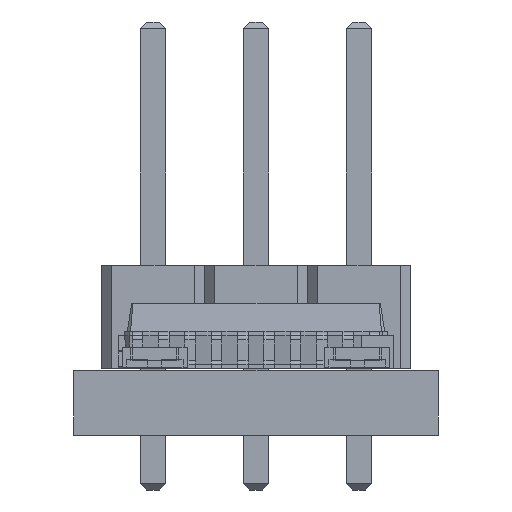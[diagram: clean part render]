
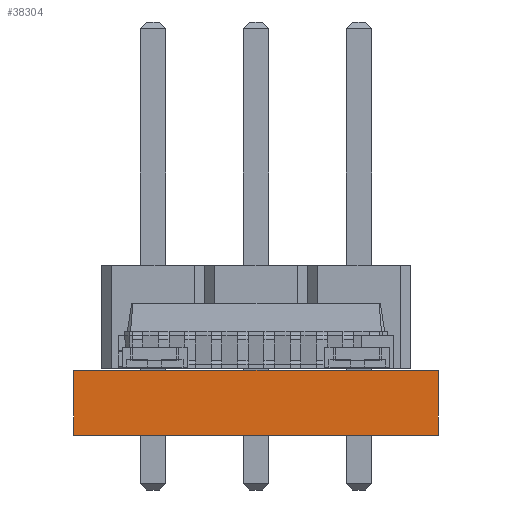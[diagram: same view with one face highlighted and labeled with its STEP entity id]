
A CAD part, left-side view. The second image highlights one B-rep face of the part: STEP entity #38304.
In plain terms, the highlighted planar face has unit normal (-1, 0, 0).
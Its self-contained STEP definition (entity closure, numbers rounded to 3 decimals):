
#38188 = EDGE_CURVE('',#38189,#38191,#38193,.T.);
#38189 = VERTEX_POINT('',#38190);
#38190 = CARTESIAN_POINT('',(-32.,4.5,0.));
#38191 = VERTEX_POINT('',#38192);
#38192 = CARTESIAN_POINT('',(-32.,4.5,1.6));
#38193 = SURFACE_CURVE('',#38194,(#38198,#38210),.PCURVE_S1.);
#38194 = LINE('',#38195,#38196);
#38195 = CARTESIAN_POINT('',(-32.,4.5,0.));
#38196 = VECTOR('',#38197,1.);
#38197 = DIRECTION('',(0.,0.,1.));
#38198 = PCURVE('',#38199,#38204);
#38199 = PLANE('',#38200);
#38200 = AXIS2_PLACEMENT_3D('',#38201,#38202,#38203);
#38201 = CARTESIAN_POINT('',(-32.,4.5,0.));
#38202 = DIRECTION('',(0.,1.,0.));
#38203 = DIRECTION('',(1.,0.,0.));
#38204 = DEFINITIONAL_REPRESENTATION('',(#38205),#38209);
#38205 = LINE('',#38206,#38207);
#38206 = CARTESIAN_POINT('',(0.,0.));
#38207 = VECTOR('',#38208,1.);
#38208 = DIRECTION('',(0.,-1.));
#38209 = ( GEOMETRIC_REPRESENTATION_CONTEXT(2) 
PARAMETRIC_REPRESENTATION_CONTEXT() REPRESENTATION_CONTEXT('2D SPACE',''
  ) );
#38210 = PCURVE('',#38211,#38216);
#38211 = PLANE('',#38212);
#38212 = AXIS2_PLACEMENT_3D('',#38213,#38214,#38215);
#38213 = CARTESIAN_POINT('',(-32.,-4.5,0.));
#38214 = DIRECTION('',(-1.,0.,0.));
#38215 = DIRECTION('',(0.,1.,0.));
#38216 = DEFINITIONAL_REPRESENTATION('',(#38217),#38221);
#38217 = LINE('',#38218,#38219);
#38218 = CARTESIAN_POINT('',(9.,0.));
#38219 = VECTOR('',#38220,1.);
#38220 = DIRECTION('',(0.,-1.));
#38221 = ( GEOMETRIC_REPRESENTATION_CONTEXT(2) 
PARAMETRIC_REPRESENTATION_CONTEXT() REPRESENTATION_CONTEXT('2D SPACE',''
  ) );
#38239 = PLANE('',#38240);
#38240 = AXIS2_PLACEMENT_3D('',#38241,#38242,#38243);
#38241 = CARTESIAN_POINT('',(0.,0.,1.6));
#38242 = DIRECTION('',(-0.,-0.,-1.));
#38243 = DIRECTION('',(-1.,0.,0.));
#38293 = PLANE('',#38294);
#38294 = AXIS2_PLACEMENT_3D('',#38295,#38296,#38297);
#38295 = CARTESIAN_POINT('',(0.,0.,0.));
#38296 = DIRECTION('',(-0.,-0.,-1.));
#38297 = DIRECTION('',(-1.,0.,0.));
#38304 = ADVANCED_FACE('',(#38305),#38211,.T.);
#38305 = FACE_BOUND('',#38306,.T.);
#38306 = EDGE_LOOP('',(#38307,#38337,#38358,#38359));
#38307 = ORIENTED_EDGE('',*,*,#38308,.T.);
#38308 = EDGE_CURVE('',#38309,#38311,#38313,.T.);
#38309 = VERTEX_POINT('',#38310);
#38310 = CARTESIAN_POINT('',(-32.,-4.5,0.));
#38311 = VERTEX_POINT('',#38312);
#38312 = CARTESIAN_POINT('',(-32.,-4.5,1.6));
#38313 = SURFACE_CURVE('',#38314,(#38318,#38325),.PCURVE_S1.);
#38314 = LINE('',#38315,#38316);
#38315 = CARTESIAN_POINT('',(-32.,-4.5,0.));
#38316 = VECTOR('',#38317,1.);
#38317 = DIRECTION('',(0.,0.,1.));
#38318 = PCURVE('',#38211,#38319);
#38319 = DEFINITIONAL_REPRESENTATION('',(#38320),#38324);
#38320 = LINE('',#38321,#38322);
#38321 = CARTESIAN_POINT('',(0.,0.));
#38322 = VECTOR('',#38323,1.);
#38323 = DIRECTION('',(0.,-1.));
#38324 = ( GEOMETRIC_REPRESENTATION_CONTEXT(2) 
PARAMETRIC_REPRESENTATION_CONTEXT() REPRESENTATION_CONTEXT('2D SPACE',''
  ) );
#38325 = PCURVE('',#38326,#38331);
#38326 = PLANE('',#38327);
#38327 = AXIS2_PLACEMENT_3D('',#38328,#38329,#38330);
#38328 = CARTESIAN_POINT('',(32.,-4.5,0.));
#38329 = DIRECTION('',(0.,-1.,0.));
#38330 = DIRECTION('',(-1.,0.,0.));
#38331 = DEFINITIONAL_REPRESENTATION('',(#38332),#38336);
#38332 = LINE('',#38333,#38334);
#38333 = CARTESIAN_POINT('',(64.,0.));
#38334 = VECTOR('',#38335,1.);
#38335 = DIRECTION('',(0.,-1.));
#38336 = ( GEOMETRIC_REPRESENTATION_CONTEXT(2) 
PARAMETRIC_REPRESENTATION_CONTEXT() REPRESENTATION_CONTEXT('2D SPACE',''
  ) );
#38337 = ORIENTED_EDGE('',*,*,#38338,.T.);
#38338 = EDGE_CURVE('',#38311,#38191,#38339,.T.);
#38339 = SURFACE_CURVE('',#38340,(#38344,#38351),.PCURVE_S1.);
#38340 = LINE('',#38341,#38342);
#38341 = CARTESIAN_POINT('',(-32.,-4.5,1.6));
#38342 = VECTOR('',#38343,1.);
#38343 = DIRECTION('',(0.,1.,0.));
#38344 = PCURVE('',#38211,#38345);
#38345 = DEFINITIONAL_REPRESENTATION('',(#38346),#38350);
#38346 = LINE('',#38347,#38348);
#38347 = CARTESIAN_POINT('',(0.,-1.6));
#38348 = VECTOR('',#38349,1.);
#38349 = DIRECTION('',(1.,0.));
#38350 = ( GEOMETRIC_REPRESENTATION_CONTEXT(2) 
PARAMETRIC_REPRESENTATION_CONTEXT() REPRESENTATION_CONTEXT('2D SPACE',''
  ) );
#38351 = PCURVE('',#38239,#38352);
#38352 = DEFINITIONAL_REPRESENTATION('',(#38353),#38357);
#38353 = LINE('',#38354,#38355);
#38354 = CARTESIAN_POINT('',(32.,-4.5));
#38355 = VECTOR('',#38356,1.);
#38356 = DIRECTION('',(0.,1.));
#38357 = ( GEOMETRIC_REPRESENTATION_CONTEXT(2) 
PARAMETRIC_REPRESENTATION_CONTEXT() REPRESENTATION_CONTEXT('2D SPACE',''
  ) );
#38358 = ORIENTED_EDGE('',*,*,#38188,.F.);
#38359 = ORIENTED_EDGE('',*,*,#38360,.F.);
#38360 = EDGE_CURVE('',#38309,#38189,#38361,.T.);
#38361 = SURFACE_CURVE('',#38362,(#38366,#38373),.PCURVE_S1.);
#38362 = LINE('',#38363,#38364);
#38363 = CARTESIAN_POINT('',(-32.,-4.5,0.));
#38364 = VECTOR('',#38365,1.);
#38365 = DIRECTION('',(0.,1.,0.));
#38366 = PCURVE('',#38211,#38367);
#38367 = DEFINITIONAL_REPRESENTATION('',(#38368),#38372);
#38368 = LINE('',#38369,#38370);
#38369 = CARTESIAN_POINT('',(0.,0.));
#38370 = VECTOR('',#38371,1.);
#38371 = DIRECTION('',(1.,0.));
#38372 = ( GEOMETRIC_REPRESENTATION_CONTEXT(2) 
PARAMETRIC_REPRESENTATION_CONTEXT() REPRESENTATION_CONTEXT('2D SPACE',''
  ) );
#38373 = PCURVE('',#38293,#38374);
#38374 = DEFINITIONAL_REPRESENTATION('',(#38375),#38379);
#38375 = LINE('',#38376,#38377);
#38376 = CARTESIAN_POINT('',(32.,-4.5));
#38377 = VECTOR('',#38378,1.);
#38378 = DIRECTION('',(0.,1.));
#38379 = ( GEOMETRIC_REPRESENTATION_CONTEXT(2) 
PARAMETRIC_REPRESENTATION_CONTEXT() REPRESENTATION_CONTEXT('2D SPACE',''
  ) );
